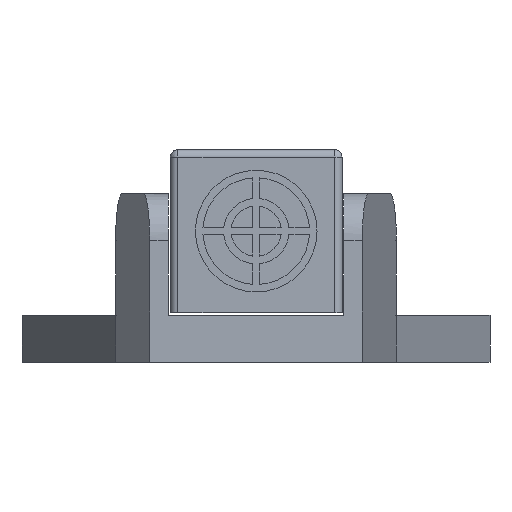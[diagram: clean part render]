
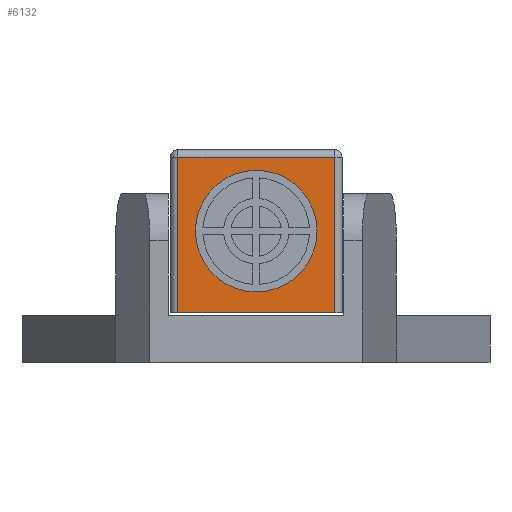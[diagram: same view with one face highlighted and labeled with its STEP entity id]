
A CAD part, front view. The second image highlights one B-rep face of the part: STEP entity #6132.
In plain terms, the highlighted face is planar.
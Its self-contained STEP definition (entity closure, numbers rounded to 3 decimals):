
#427=FACE_BOUND('',#2175,.T.);
#476=PLANE('',#6534);
#654=LINE('',#8188,#1199);
#655=LINE('',#8200,#1200);
#658=LINE('',#8204,#1203);
#679=LINE('',#8279,#1224);
#1199=VECTOR('',#6888,10.);
#1200=VECTOR('',#6901,10.);
#1203=VECTOR('',#6906,10.);
#1224=VECTOR('',#6983,10.);
#1822=FACE_OUTER_BOUND('',#2174,.T.);
#2174=EDGE_LOOP('',(#4308,#4309,#4310,#4311));
#2175=EDGE_LOOP('',(#4312));
#2578=CIRCLE('',#6535,6.5);
#2686=VERTEX_POINT('',#8177);
#2689=VERTEX_POINT('',#8184);
#2693=VERTEX_POINT('',#8193);
#2695=VERTEX_POINT('',#8198);
#2722=VERTEX_POINT('',#8280);
#3305=EDGE_CURVE('',#2686,#2689,#654,.T.);
#3310=EDGE_CURVE('',#2695,#2693,#655,.T.);
#3313=EDGE_CURVE('',#2693,#2686,#658,.T.);
#3351=EDGE_CURVE('',#2695,#2689,#679,.T.);
#3352=EDGE_CURVE('',#2722,#2722,#2578,.T.);
#4308=ORIENTED_EDGE('',*,*,#3305,.F.);
#4309=ORIENTED_EDGE('',*,*,#3313,.F.);
#4310=ORIENTED_EDGE('',*,*,#3310,.F.);
#4311=ORIENTED_EDGE('',*,*,#3351,.T.);
#4312=ORIENTED_EDGE('',*,*,#3352,.T.);
#6132=ADVANCED_FACE('',(#1822,#427),#476,.T.);
#6534=AXIS2_PLACEMENT_3D('',#8278,#6981,#6982);
#6535=AXIS2_PLACEMENT_3D('',#8281,#6984,#6985);
#6888=DIRECTION('',(0.,-1.,0.));
#6901=DIRECTION('',(0.,1.,0.));
#6906=DIRECTION('',(0.,0.,-1.));
#6981=DIRECTION('center_axis',(1.,0.,0.));
#6982=DIRECTION('ref_axis',(0.,0.,-1.));
#6983=DIRECTION('',(0.,0.,-1.));
#6984=DIRECTION('center_axis',(-1.,0.,0.));
#6985=DIRECTION('ref_axis',(0.,0.,-1.));
#8177=CARTESIAN_POINT('',(17.2,26.76,-8.37));
#8184=CARTESIAN_POINT('',(17.2,10.16,-8.37));
#8188=CARTESIAN_POINT('',(17.2,10.16,-8.37));
#8193=CARTESIAN_POINT('',(17.2,26.76,8.37));
#8198=CARTESIAN_POINT('',(17.2,10.16,8.37));
#8200=CARTESIAN_POINT('',(17.2,10.16,8.37));
#8204=CARTESIAN_POINT('',(17.2,26.76,4.585));
#8278=CARTESIAN_POINT('Origin',(17.2,10.16,9.17));
#8279=CARTESIAN_POINT('',(17.2,10.16,9.17));
#8280=CARTESIAN_POINT('',(17.2,18.86,6.5));
#8281=CARTESIAN_POINT('Origin',(17.2,18.86,0.));
